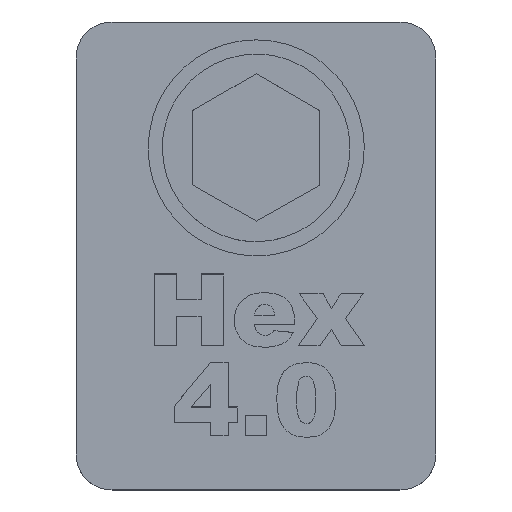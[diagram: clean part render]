
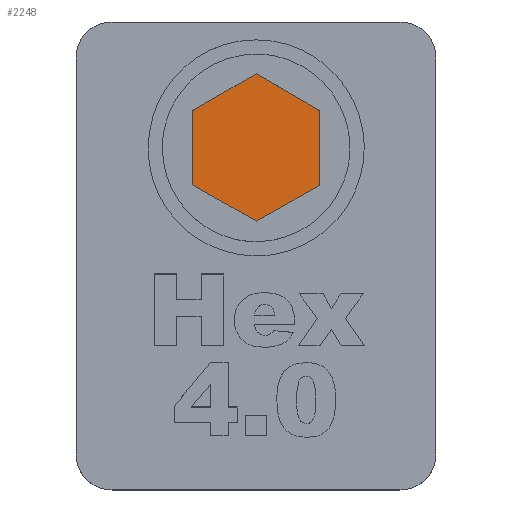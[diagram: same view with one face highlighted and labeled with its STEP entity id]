
A CAD part, top view. The second image highlights one B-rep face of the part: STEP entity #2248.
In plain terms, the highlighted planar face has unit normal (0, 0, 1).
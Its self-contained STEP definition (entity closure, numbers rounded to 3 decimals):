
#126=PLANE('',#2340);
#244=FACE_OUTER_BOUND('',#377,.T.);
#377=EDGE_LOOP('',(#2041,#2042,#2043,#2044,#2045,#2046));
#581=LINE('',#4124,#801);
#585=LINE('',#4131,#805);
#588=LINE('',#4137,#808);
#591=LINE('',#4143,#811);
#594=LINE('',#4149,#814);
#596=LINE('',#4152,#816);
#801=VECTOR('',#2673,10.);
#805=VECTOR('',#2679,10.);
#808=VECTOR('',#2684,10.);
#811=VECTOR('',#2689,10.);
#814=VECTOR('',#2694,10.);
#816=VECTOR('',#2698,10.);
#1107=VERTEX_POINT('',#4121);
#1108=VERTEX_POINT('',#4123);
#1110=VERTEX_POINT('',#4129);
#1112=VERTEX_POINT('',#4135);
#1114=VERTEX_POINT('',#4141);
#1116=VERTEX_POINT('',#4147);
#1417=EDGE_CURVE('',#1107,#1108,#581,.T.);
#1421=EDGE_CURVE('',#1110,#1107,#585,.T.);
#1424=EDGE_CURVE('',#1112,#1110,#588,.T.);
#1427=EDGE_CURVE('',#1114,#1112,#591,.T.);
#1430=EDGE_CURVE('',#1116,#1114,#594,.T.);
#1432=EDGE_CURVE('',#1108,#1116,#596,.T.);
#2041=ORIENTED_EDGE('',*,*,#1432,.F.);
#2042=ORIENTED_EDGE('',*,*,#1417,.F.);
#2043=ORIENTED_EDGE('',*,*,#1421,.F.);
#2044=ORIENTED_EDGE('',*,*,#1424,.F.);
#2045=ORIENTED_EDGE('',*,*,#1427,.F.);
#2046=ORIENTED_EDGE('',*,*,#1430,.F.);
#2248=ADVANCED_FACE('',(#244),#126,.F.);
#2340=AXIS2_PLACEMENT_3D('',#4153,#2699,#2700);
#2673=DIRECTION('',(-0.872,-0.489,0.));
#2679=DIRECTION('',(0.,-1.,0.));
#2684=DIRECTION('',(0.865,-0.502,0.));
#2689=DIRECTION('',(0.866,0.5,0.));
#2694=DIRECTION('',(0.,1.,0.));
#2698=DIRECTION('',(-0.87,0.494,0.));
#2699=DIRECTION('center_axis',(0.,0.,-1.));
#2700=DIRECTION('ref_axis',(-1.,0.,0.));
#4121=CARTESIAN_POINT('',(13.552,-125.745,-0.6));
#4123=CARTESIAN_POINT('',(10.018,-127.728,-0.6));
#4124=CARTESIAN_POINT('',(13.552,-125.745,-0.6));
#4129=CARTESIAN_POINT('',(13.552,-121.588,-0.6));
#4131=CARTESIAN_POINT('',(13.552,-121.588,-0.6));
#4135=CARTESIAN_POINT('',(10.018,-119.539,-0.6));
#4137=CARTESIAN_POINT('',(10.018,-119.539,-0.6));
#4141=CARTESIAN_POINT('',(6.469,-121.588,-0.6));
#4143=CARTESIAN_POINT('',(6.469,-121.588,-0.6));
#4147=CARTESIAN_POINT('',(6.469,-125.714,-0.6));
#4149=CARTESIAN_POINT('',(6.469,-125.714,-0.6));
#4152=CARTESIAN_POINT('',(10.018,-127.728,-0.6));
#4153=CARTESIAN_POINT('Origin',(10.01,-123.634,-0.6));
